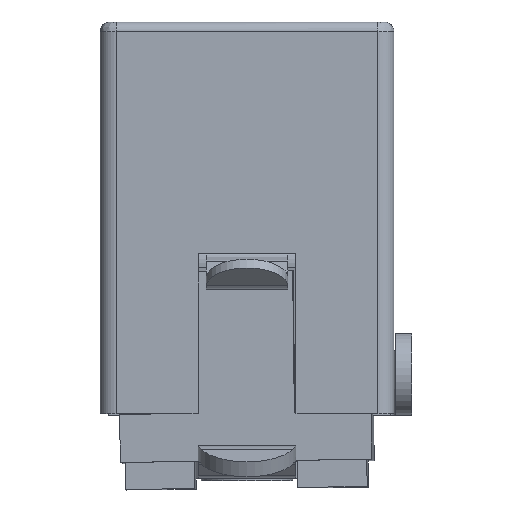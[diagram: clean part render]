
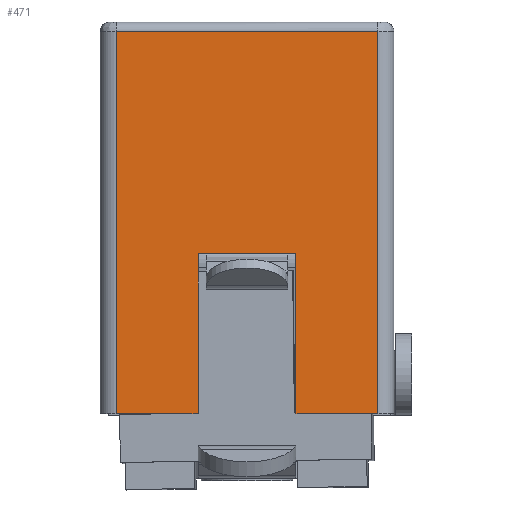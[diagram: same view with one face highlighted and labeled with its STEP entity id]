
A CAD part, front view. The second image highlights one B-rep face of the part: STEP entity #471.
In plain terms, the highlighted planar face has unit normal (0, -1, 0).
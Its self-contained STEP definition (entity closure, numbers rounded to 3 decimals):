
#471 = ADVANCED_FACE( 'NONE', ( #858 ), #859, .T. );
#858 = FACE_OUTER_BOUND( '', #1729, .T. );
#859 = PLANE( '', #1730 );
#1729 = EDGE_LOOP( '', ( #2993, #2994, #2995, #2996, #2997, #2998, #2999, #3000 ) );
#1730 = AXIS2_PLACEMENT_3D( '', #3001, #3002, #3003 );
#2993 = ORIENTED_EDGE( '', *, *, #3784, .F. );
#2994 = ORIENTED_EDGE( '', *, *, #3785, .F. );
#2995 = ORIENTED_EDGE( '', *, *, #3771, .T. );
#2996 = ORIENTED_EDGE( '', *, *, #3786, .T. );
#2997 = ORIENTED_EDGE( '', *, *, #3787, .T. );
#2998 = ORIENTED_EDGE( '', *, *, #3746, .F. );
#2999 = ORIENTED_EDGE( '', *, *, #3788, .F. );
#3000 = ORIENTED_EDGE( '', *, *, #3705, .T. );
#3001 = CARTESIAN_POINT( '', ( -4., 0., -0.3 ) );
#3002 = DIRECTION( '', ( 0., -1., 0. ) );
#3003 = DIRECTION( '', ( 0., 0., -1. ) );
#3705 = EDGE_CURVE( 'NONE', #4411, #4412, #4413, .T. );
#3746 = EDGE_CURVE( 'NONE', #4485, #4473, #4487, .T. );
#3771 = EDGE_CURVE( 'NONE', #4532, #4533, #4534, .T. );
#3784 = EDGE_CURVE( 'NONE', #4553, #4412, #4554, .T. );
#3785 = EDGE_CURVE( 'NONE', #4532, #4553, #4555, .T. );
#3786 = EDGE_CURVE( 'NONE', #4533, #4556, #4557, .T. );
#3787 = EDGE_CURVE( 'NONE', #4556, #4473, #4558, .T. );
#3788 = EDGE_CURVE( 'NONE', #4411, #4485, #4559, .T. );
#4411 = VERTEX_POINT( 'NONE', #5753 );
#4412 = VERTEX_POINT( 'NONE', #5754 );
#4413 = LINE( '', #5755, #5756 );
#4473 = VERTEX_POINT( 'NONE', #5890 );
#4485 = VERTEX_POINT( 'NONE', #5908 );
#4487 = LINE( '', #5910, #5911 );
#4532 = VERTEX_POINT( 'NONE', #5972 );
#4533 = VERTEX_POINT( 'NONE', #5973 );
#4534 = LINE( '', #5974, #5975 );
#4553 = VERTEX_POINT( 'NONE', #6006 );
#4554 = LINE( '', #6007, #6008 );
#4555 = LINE( '', #6009, #6010 );
#4556 = VERTEX_POINT( 'NONE', #6011 );
#4557 = LINE( '', #6012, #6013 );
#4558 = LINE( '', #6014, #6015 );
#4559 = LINE( '', #6016, #6017 );
#5753 = CARTESIAN_POINT( '', ( 4., 0., -0.3 ) );
#5754 = CARTESIAN_POINT( '', ( -4., 0., -0.3 ) );
#5755 = CARTESIAN_POINT( '', ( -4., 0., -0.3 ) );
#5756 = VECTOR( '', #6670, 1000. );
#5890 = CARTESIAN_POINT( '', ( 1.5, 0., -12. ) );
#5908 = CARTESIAN_POINT( '', ( 4., 0., -12. ) );
#5910 = CARTESIAN_POINT( '', ( 4.5, 0., -12. ) );
#5911 = VECTOR( '', #6722, 1000. );
#5972 = CARTESIAN_POINT( '', ( -1.5, 0., -12. ) );
#5973 = CARTESIAN_POINT( '', ( -1.5, 0., -7.1 ) );
#5974 = CARTESIAN_POINT( '', ( -1.5, 0., -0.3 ) );
#5975 = VECTOR( '', #6763, 1000. );
#6006 = CARTESIAN_POINT( '', ( -4., 0., -12. ) );
#6007 = CARTESIAN_POINT( '', ( -4., 0., -12. ) );
#6008 = VECTOR( '', #6776, 1000. );
#6009 = CARTESIAN_POINT( '', ( -1.5, 0., -12. ) );
#6010 = VECTOR( '', #6777, 1000. );
#6011 = CARTESIAN_POINT( '', ( 1.5, 0., -7.1 ) );
#6012 = CARTESIAN_POINT( '', ( -4., 0., -7.1 ) );
#6013 = VECTOR( '', #6778, 1000. );
#6014 = CARTESIAN_POINT( '', ( 1.5, 0., -0.3 ) );
#6015 = VECTOR( '', #6779, 1000. );
#6016 = CARTESIAN_POINT( '', ( 4., 0., -12. ) );
#6017 = VECTOR( '', #6780, 1000. );
#6670 = DIRECTION( '', ( -1., 0., 0. ) );
#6722 = DIRECTION( '', ( -1., 0., 0. ) );
#6763 = DIRECTION( '', ( 0., 0., 1. ) );
#6776 = DIRECTION( '', ( 0., 0., 1. ) );
#6777 = DIRECTION( '', ( -1., 0., 0. ) );
#6778 = DIRECTION( '', ( 1., 0., 0. ) );
#6779 = DIRECTION( '', ( 0., 0., -1. ) );
#6780 = DIRECTION( '', ( 0., 0., -1. ) );
